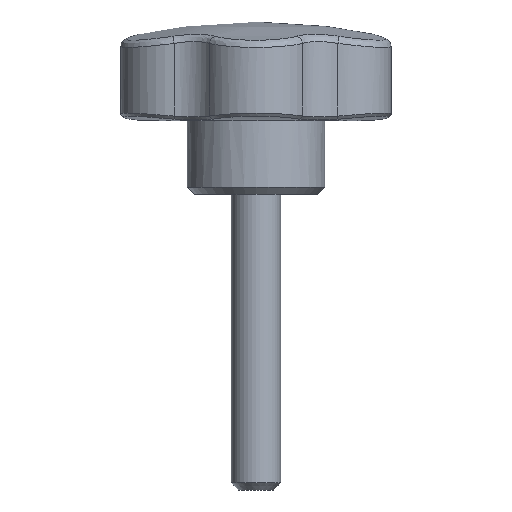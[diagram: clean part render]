
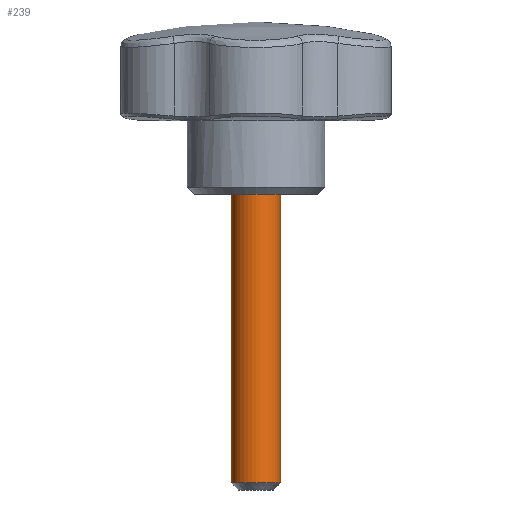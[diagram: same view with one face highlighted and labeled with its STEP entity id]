
A CAD part, front view. The second image highlights one B-rep face of the part: STEP entity #239.
In plain terms, the highlighted cylindrical face has radius 5 mm (diameter 10 mm), a full revolution.
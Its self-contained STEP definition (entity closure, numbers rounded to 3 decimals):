
#239 = ADVANCED_FACE( '', ( #509, #510 ), #511, .T. );
#509 = FACE_OUTER_BOUND( '', #2773, .T. );
#510 = FACE_OUTER_BOUND( '', #2774, .T. );
#511 = CYLINDRICAL_SURFACE( '', #2775, 5. );
#2773 = EDGE_LOOP( '', ( #4162 ) );
#2774 = EDGE_LOOP( '', ( #4163 ) );
#2775 = AXIS2_PLACEMENT_3D( '', #4164, #4165, #4166 );
#4162 = ORIENTED_EDGE( '', *, *, #4519, .T. );
#4163 = ORIENTED_EDGE( '', *, *, #4388, .T. );
#4164 = CARTESIAN_POINT( '', ( 0., 0., 10. ) );
#4165 = DIRECTION( '', ( 0., 0., 1. ) );
#4166 = DIRECTION( '', ( -1., 0., 0. ) );
#4388 = EDGE_CURVE( '', #4680, #4680, #4681, .F. );
#4519 = EDGE_CURVE( '', #4898, #4898, #4899, .T. );
#4680 = VERTEX_POINT( '', #5097 );
#4681 = CIRCLE( '', #5098, 5. );
#4898 = VERTEX_POINT( '', #6567 );
#4899 = CIRCLE( '', #6568, 5. );
#5097 = CARTESIAN_POINT( '', ( 5., 0., 0. ) );
#5098 = AXIS2_PLACEMENT_3D( '', #7874, #7875, #7876 );
#6567 = CARTESIAN_POINT( '', ( 5., 0., -58.5 ) );
#6568 = AXIS2_PLACEMENT_3D( '', #7986, #7987, #7988 );
#7874 = CARTESIAN_POINT( '', ( 0., 0., 0. ) );
#7875 = DIRECTION( '', ( 0., 0., 1. ) );
#7876 = DIRECTION( '', ( 1., 0., 0. ) );
#7986 = CARTESIAN_POINT( '', ( 0., 0., -58.5 ) );
#7987 = DIRECTION( '', ( 0., 0., 1. ) );
#7988 = DIRECTION( '', ( 1., 0., 0. ) );
